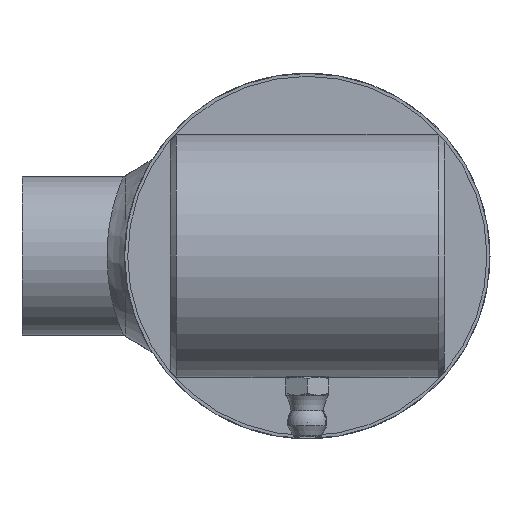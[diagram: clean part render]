
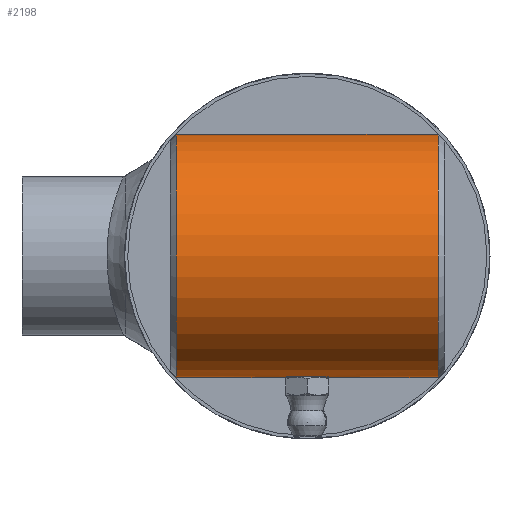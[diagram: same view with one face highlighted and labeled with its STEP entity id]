
A CAD part, left-side view. The second image highlights one B-rep face of the part: STEP entity #2198.
In plain terms, the highlighted cylindrical face has radius 20 mm (diameter 40 mm), a full revolution.
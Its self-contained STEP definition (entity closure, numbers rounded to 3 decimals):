
#295=CIRCLE('',#2617,20.);
#296=CIRCLE('',#2618,20.);
#298=CIRCLE('',#2622,20.);
#299=CIRCLE('',#2623,20.);
#422=LINE('',#6147,#506);
#506=VECTOR('',#3199,20.);
#558=FACE_BOUND('',#839,.T.);
#665=FACE_OUTER_BOUND('',#838,.T.);
#838=EDGE_LOOP('',(#1863,#1864,#1865,#1866,#1867,#1868));
#839=EDGE_LOOP('',(#1869,#1870));
#932=B_SPLINE_CURVE_WITH_KNOTS('',3,(#6153,#6154,#6155,#6156,#6157,#6158,
#6159,#6160,#6161,#6162,#6163,#6164,#6165,#6166,#6167,#6168,#6169,#6170),
 .UNSPECIFIED.,.F.,.F.,(4,2,2,2,2,2,2,2,4),(0.371,0.464,
0.556,0.649,0.742,0.834,
0.927,1.02,1.113),.UNSPECIFIED.);
#933=B_SPLINE_CURVE_WITH_KNOTS('',3,(#6171,#6172,#6173,#6174,#6175,#6176,
#6177,#6178,#6179,#6180,#6181,#6182,#6183,#6184,#6185,#6186,#6187,#6188,
#6189),.UNSPECIFIED.,.F.,.F.,(4,2,2,2,3,2,2,2,4),(1.113,1.205,
1.298,1.391,1.483,1.576,1.669,
1.761,1.854),.UNSPECIFIED.);
#1073=VERTEX_POINT('',#6137);
#1074=VERTEX_POINT('',#6139);
#1076=VERTEX_POINT('',#6146);
#1077=VERTEX_POINT('',#6148);
#1078=VERTEX_POINT('',#6151);
#1079=VERTEX_POINT('',#6152);
#1344=EDGE_CURVE('',#1073,#1074,#295,.T.);
#1345=EDGE_CURVE('',#1074,#1073,#296,.T.);
#1347=EDGE_CURVE('',#1074,#1076,#422,.T.);
#1348=EDGE_CURVE('',#1077,#1076,#298,.T.);
#1349=EDGE_CURVE('',#1076,#1077,#299,.T.);
#1350=EDGE_CURVE('',#1078,#1079,#932,.T.);
#1351=EDGE_CURVE('',#1079,#1078,#933,.T.);
#1863=ORIENTED_EDGE('',*,*,#1344,.F.);
#1864=ORIENTED_EDGE('',*,*,#1345,.F.);
#1865=ORIENTED_EDGE('',*,*,#1347,.T.);
#1866=ORIENTED_EDGE('',*,*,#1348,.F.);
#1867=ORIENTED_EDGE('',*,*,#1349,.F.);
#1868=ORIENTED_EDGE('',*,*,#1347,.F.);
#1869=ORIENTED_EDGE('',*,*,#1350,.T.);
#1870=ORIENTED_EDGE('',*,*,#1351,.T.);
#2092=CYLINDRICAL_SURFACE('',#2621,20.);
#2198=ADVANCED_FACE('',(#665,#558),#2092,.T.);
#2617=AXIS2_PLACEMENT_3D('',#6140,#3189,#3190);
#2618=AXIS2_PLACEMENT_3D('',#6141,#3191,#3192);
#2621=AXIS2_PLACEMENT_3D('',#6145,#3197,#3198);
#2622=AXIS2_PLACEMENT_3D('',#6149,#3200,#3201);
#2623=AXIS2_PLACEMENT_3D('',#6150,#3202,#3203);
#3189=DIRECTION('center_axis',(1.,0.,0.));
#3190=DIRECTION('ref_axis',(0.,-1.,0.));
#3191=DIRECTION('center_axis',(1.,0.,0.));
#3192=DIRECTION('ref_axis',(0.,-1.,0.));
#3197=DIRECTION('center_axis',(1.,0.,0.));
#3198=DIRECTION('ref_axis',(0.,1.,0.));
#3199=DIRECTION('',(-1.,0.,0.));
#3200=DIRECTION('center_axis',(-1.,0.,0.));
#3201=DIRECTION('ref_axis',(0.,-1.,0.));
#3202=DIRECTION('center_axis',(-1.,0.,0.));
#3203=DIRECTION('ref_axis',(0.,-1.,0.));
#6137=CARTESIAN_POINT('',(44.,20.,0.));
#6139=CARTESIAN_POINT('',(44.,-20.,0.));
#6140=CARTESIAN_POINT('Origin',(44.,0.,0.));
#6141=CARTESIAN_POINT('Origin',(44.,0.,0.));
#6145=CARTESIAN_POINT('Origin',(0.,0.,0.));
#6146=CARTESIAN_POINT('',(1.,-20.,0.));
#6147=CARTESIAN_POINT('',(0.,-20.,0.));
#6148=CARTESIAN_POINT('',(1.,20.,0.));
#6149=CARTESIAN_POINT('Origin',(1.,0.,0.));
#6150=CARTESIAN_POINT('Origin',(1.,0.,0.));
#6151=CARTESIAN_POINT('',(24.959,0.,-20.));
#6152=CARTESIAN_POINT('',(20.042,0.,-20.));
#6153=CARTESIAN_POINT('Ctrl Pts',(24.959,0.,-20.));
#6154=CARTESIAN_POINT('Ctrl Pts',(24.959,0.309,-20.));
#6155=CARTESIAN_POINT('Ctrl Pts',(24.897,0.638,-19.992));
#6156=CARTESIAN_POINT('Ctrl Pts',(24.646,1.244,-19.964));
#6157=CARTESIAN_POINT('Ctrl Pts',(24.457,1.52,-19.943));
#6158=CARTESIAN_POINT('Ctrl Pts',(24.02,1.957,-19.905));
#6159=CARTESIAN_POINT('Ctrl Pts',(23.744,2.146,-19.885));
#6160=CARTESIAN_POINT('Ctrl Pts',(23.138,2.397,-19.856));
#6161=CARTESIAN_POINT('Ctrl Pts',(22.809,2.459,-19.848));
#6162=CARTESIAN_POINT('Ctrl Pts',(22.191,2.459,-19.848));
#6163=CARTESIAN_POINT('Ctrl Pts',(21.862,2.397,-19.856));
#6164=CARTESIAN_POINT('Ctrl Pts',(21.256,2.146,-19.885));
#6165=CARTESIAN_POINT('Ctrl Pts',(20.98,1.957,-19.905));
#6166=CARTESIAN_POINT('Ctrl Pts',(20.543,1.52,-19.943));
#6167=CARTESIAN_POINT('Ctrl Pts',(20.354,1.244,-19.964));
#6168=CARTESIAN_POINT('Ctrl Pts',(20.103,0.638,-19.992));
#6169=CARTESIAN_POINT('Ctrl Pts',(20.042,0.309,-20.));
#6170=CARTESIAN_POINT('Ctrl Pts',(20.042,0.,-20.));
#6171=CARTESIAN_POINT('Ctrl Pts',(20.042,0.,-20.));
#6172=CARTESIAN_POINT('Ctrl Pts',(20.042,-0.309,-20.));
#6173=CARTESIAN_POINT('Ctrl Pts',(20.103,-0.638,-19.992));
#6174=CARTESIAN_POINT('Ctrl Pts',(20.354,-1.244,-19.964));
#6175=CARTESIAN_POINT('Ctrl Pts',(20.543,-1.52,-19.943));
#6176=CARTESIAN_POINT('Ctrl Pts',(20.98,-1.957,-19.905));
#6177=CARTESIAN_POINT('Ctrl Pts',(21.256,-2.146,-19.885));
#6178=CARTESIAN_POINT('Ctrl Pts',(21.862,-2.397,-19.856));
#6179=CARTESIAN_POINT('Ctrl Pts',(22.191,-2.459,-19.848));
#6180=CARTESIAN_POINT('Ctrl Pts',(22.5,-2.459,-19.848));
#6181=CARTESIAN_POINT('Ctrl Pts',(22.809,-2.459,-19.848));
#6182=CARTESIAN_POINT('Ctrl Pts',(23.138,-2.397,-19.856));
#6183=CARTESIAN_POINT('Ctrl Pts',(23.744,-2.146,-19.885));
#6184=CARTESIAN_POINT('Ctrl Pts',(24.02,-1.957,-19.905));
#6185=CARTESIAN_POINT('Ctrl Pts',(24.457,-1.52,-19.943));
#6186=CARTESIAN_POINT('Ctrl Pts',(24.646,-1.244,-19.964));
#6187=CARTESIAN_POINT('Ctrl Pts',(24.897,-0.638,-19.992));
#6188=CARTESIAN_POINT('Ctrl Pts',(24.959,-0.309,-20.));
#6189=CARTESIAN_POINT('Ctrl Pts',(24.959,0.,-20.));
